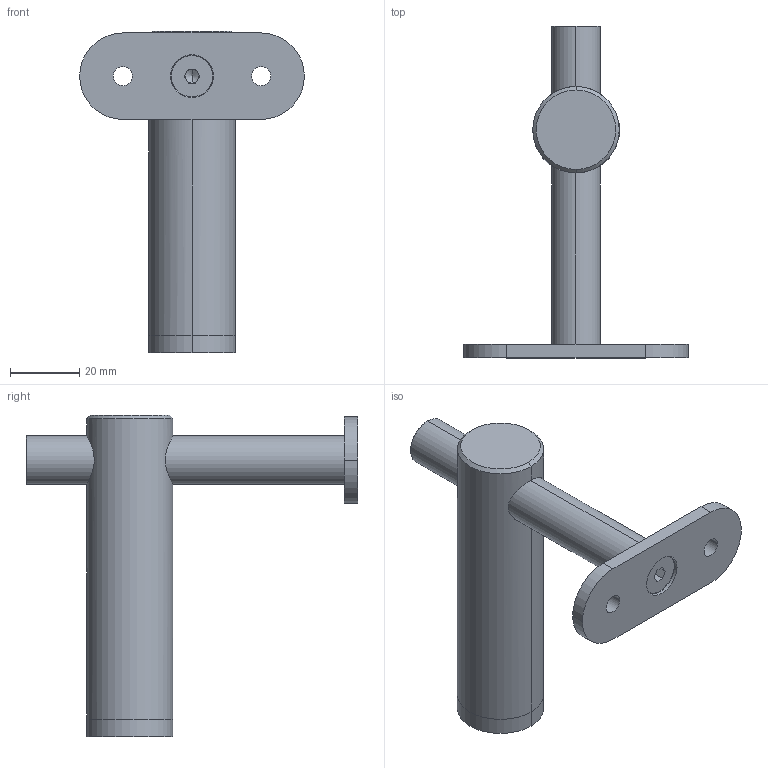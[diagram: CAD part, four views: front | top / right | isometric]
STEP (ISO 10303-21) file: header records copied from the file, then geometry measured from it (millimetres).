
FILE_DESCRIPTION (( 'STEP AP203' ), '1' );
FILE_NAME ('50373-240.step', '2020-09-11T11:52:39', ( '' ), ( '' ), 'SwSTEP 2.0', 'SolidWorks 2018', '' );
FILE_SCHEMA (( 'CONFIG_CONTROL_DESIGN' ));
Length unit declared in the file: millimetre
Products named in the file (16): DIN-7991 M3-M10; 50373-240; 5037X-240 Teil1_50373-240 Teil1; 5037X-240 Teil3_50373-240 Teil3; DIN913_DIN 913 M5x5; 5037X-240 Teil2_50373-240 Teil2; DIN913; DIN-7991 M3-M10_DIN7991 M6x14; 5037X-240 Teil2; DIN914_DIN 914 M5x5; DIN914; 5037X-240 Teil4_5037X-240 Teil4; 5037X-240 Teil1; 5037X-240 Teil3; 5037X-240 Teil4
Assembly tree (10 placements, depth 2):
  50373-240
    5037X-240 Teil1_50373-240 Teil1
    5037X-240 Teil2_50373-240 Teil2
    5037X-240 Teil4_5037X-240 Teil4
    5037X-240 Teil3_50373-240 Teil3
    DIN-7991 M3-M10_DIN7991 M6x14
    DIN913_DIN 913 M5x5
    DIN914_DIN 914 M5x5
  5037X-240 Teil2
  50373-240
    DIN-7991 M3-M10
    DIN913
    DIN914
  5037X-240 Teil1
  5037X-240 Teil3
Bounding box: 65 x 96 x 93 mm (x, y, z)
Volume: 58035.5 mm3; surface area: 21305.8 mm2
Topology: 7 solids, 7 shells, 358 faces, 906 edges, 584 vertices
Faces by surface type: plane 145, bspline 108, cylinder 69, cone 36
Entity records: 19863 total; most frequent: CARTESIAN_POINT 10383, ORIENTED_EDGE 1790, DIRECTION 1379, EDGE_CURVE 895, VERTEX_POINT 578, AXIS2_PLACEMENT_3D 466, VECTOR 447, LINE 447
